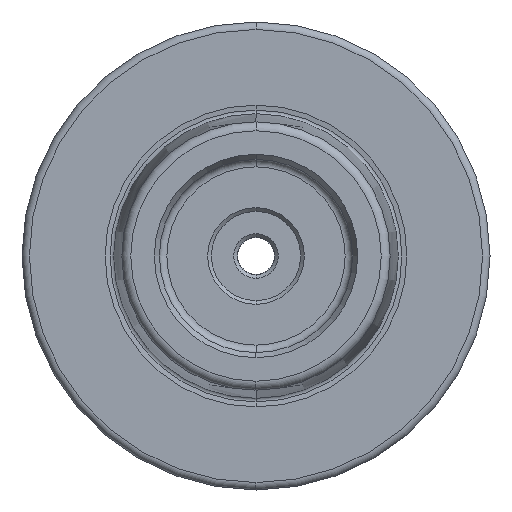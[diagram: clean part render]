
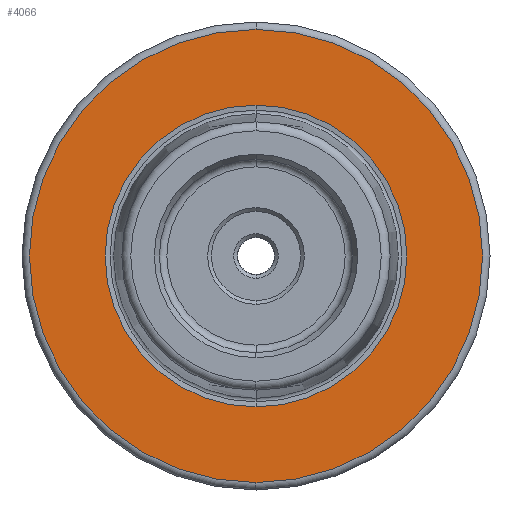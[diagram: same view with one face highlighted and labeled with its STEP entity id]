
A CAD part, left-side view. The second image highlights one B-rep face of the part: STEP entity #4066.
In plain terms, the highlighted planar face has unit normal (-1, 0, 0).
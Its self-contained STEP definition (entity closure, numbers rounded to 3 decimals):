
#25 = AXIS2_PLACEMENT_3D ( 'NONE', #2071, #2077, #2086 ) ;
#32 = AXIS2_PLACEMENT_3D ( 'NONE', #2750, #2756, #2766 ) ;
#86 = VERTEX_POINT ( 'NONE', #2252 ) ;
#98 = VERTEX_POINT ( 'NONE', #2239 ) ;
#149 = VERTEX_POINT ( 'NONE', #2244 ) ;
#230 = VERTEX_POINT ( 'NONE', #2311 ) ;
#344 = ORIENTED_EDGE ( 'NONE', *, *, #2006, .T. ) ;
#1119 = PLANE ( 'NONE',  #1941 ) ;
#1121 = DIRECTION ( 'NONE',  ( -1., 0., 0. ) ) ;
#1133 = CARTESIAN_POINT ( 'NONE',  ( 0., 20.308, 0. ) ) ;
#1135 = DIRECTION ( 'NONE',  ( 0., 0., 1. ) ) ;
#1804 = EDGE_CURVE ( 'NONE', #86, #149, #3332, .T. ) ;
#1854 = EDGE_CURVE ( 'NONE', #230, #98, #3407, .T. ) ;
#1934 = AXIS2_PLACEMENT_3D ( 'NONE', #6784, #6785, #6804 ) ;
#1939 = AXIS2_PLACEMENT_3D ( 'NONE', #6256, #6269, #6236 ) ;
#1941 = AXIS2_PLACEMENT_3D ( 'NONE', #1133, #1121, #1135 ) ;
#2006 = EDGE_CURVE ( 'NONE', #149, #86, #3451, .T. ) ;
#2025 = EDGE_CURVE ( 'NONE', #98, #230, #3511, .T. ) ;
#2071 = CARTESIAN_POINT ( 'NONE',  ( 0., 0., 0. ) ) ;
#2077 = DIRECTION ( 'NONE',  ( -1., 0., 0. ) ) ;
#2086 = DIRECTION ( 'NONE',  ( 0., 0., 1. ) ) ;
#2239 = CARTESIAN_POINT ( 'NONE',  ( 0., 0., -30.5 ) ) ;
#2244 = CARTESIAN_POINT ( 'NONE',  ( 0., 0., -20.308 ) ) ;
#2252 = CARTESIAN_POINT ( 'NONE',  ( 0., 0., 20.308 ) ) ;
#2311 = CARTESIAN_POINT ( 'NONE',  ( 0., 0., 30.5 ) ) ;
#2750 = CARTESIAN_POINT ( 'NONE',  ( 0., 0., 0. ) ) ;
#2756 = DIRECTION ( 'NONE',  ( 1., 0., 0. ) ) ;
#2766 = DIRECTION ( 'NONE',  ( 0., 0., -1. ) ) ;
#3332 = CIRCLE ( 'NONE', #32, 20.308 ) ;
#3407 = CIRCLE ( 'NONE', #25, 30.5 ) ;
#3451 = CIRCLE ( 'NONE', #1939, 20.308 ) ;
#3511 = CIRCLE ( 'NONE', #1934, 30.5 ) ;
#3539 = FACE_BOUND ( 'NONE', #7083, .T. ) ;
#3540 = FACE_OUTER_BOUND ( 'NONE', #7141, .T. ) ;
#3686 = ORIENTED_EDGE ( 'NONE', *, *, #1804, .T. ) ;
#3725 = ORIENTED_EDGE ( 'NONE', *, *, #2025, .T. ) ;
#4066 = ADVANCED_FACE ( 'NONE', ( #3540, #3539 ), #1119, .T. ) ;
#6236 = DIRECTION ( 'NONE',  ( 0., 0., -1. ) ) ;
#6256 = CARTESIAN_POINT ( 'NONE',  ( 0., 0., 0. ) ) ;
#6269 = DIRECTION ( 'NONE',  ( 1., 0., 0. ) ) ;
#6784 = CARTESIAN_POINT ( 'NONE',  ( 0., 0., 0. ) ) ;
#6785 = DIRECTION ( 'NONE',  ( -1., 0., 0. ) ) ;
#6804 = DIRECTION ( 'NONE',  ( 0., 0., 1. ) ) ;
#7083 = EDGE_LOOP ( 'NONE', ( #3686, #344 ) ) ;
#7141 = EDGE_LOOP ( 'NONE', ( #7781, #3725 ) ) ;
#7781 = ORIENTED_EDGE ( 'NONE', *, *, #1854, .T. ) ;
